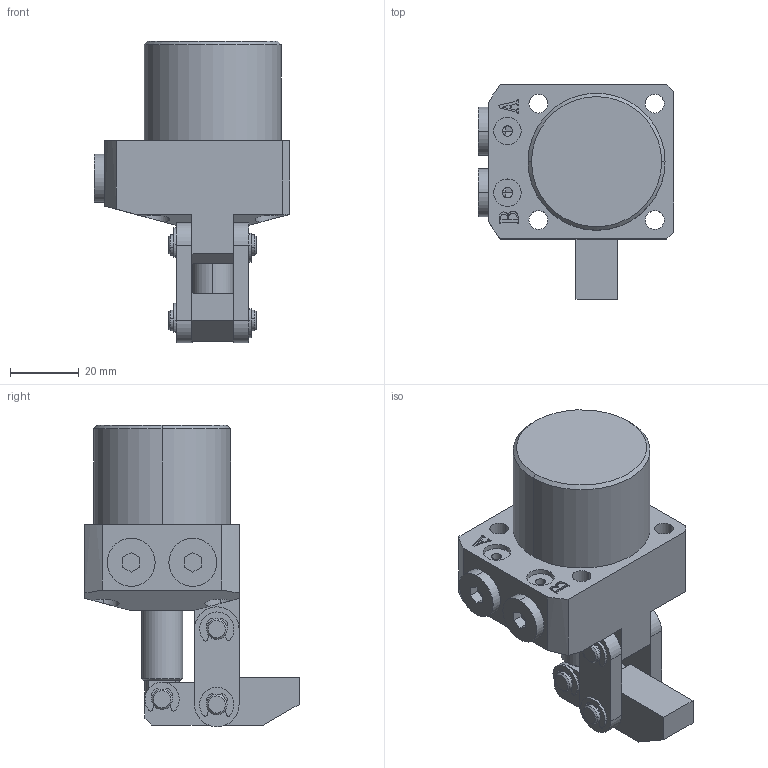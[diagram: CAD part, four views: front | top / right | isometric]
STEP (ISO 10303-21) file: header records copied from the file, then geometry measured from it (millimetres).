
FILE_DESCRIPTION (( 'STEP AP203' ), '1' );
FILE_NAME ('HLKA-25GL.STEP', '2020-06-15T11:28:44', ( '微软用户' ), ( '微软中国' ), 'SwSTEP 2.0', 'SolidWorks 2012', '' );
FILE_SCHEMA (( 'CONFIG_CONTROL_DESIGN' ));
Length unit declared in the file: millimetre
Products named in the file (9): HLKA-25GL; e rings gb_GB_CONNECTING_PIECE_RINGS_HR 5; 囀鞠褒; HLKA-25酗种; HLKA-25揤旋; HLKA-25蟀裝; HLKA-25活塞杆; HLKA-25傻种; HLKA-25GL掛极
Assembly tree (16 placements, depth 2):
  HLKA-25GL
    HLKA-25GL掛极
    HLKA-25傻种
    HLKA-25活塞杆
    HLKA-25蟀裝  x2
    HLKA-25揤旋
    HLKA-25酗种  x2
    囀鞠褒  x2
    e rings gb_GB_CONNECTING_PIECE_RINGS_HR 5  x6
Bounding box: 57 x 62.5 x 88 mm (x, y, z)
Volume: 93660.2 mm3; surface area: 31169.9 mm2
Topology: 16 solids, 16 shells, 430 faces, 1076 edges, 708 vertices
Faces by surface type: cylinder 203, plane 183, cone 20, bspline 16, torus 6, sphere 2
Entity records: 9931 total; most frequent: CARTESIAN_POINT 2359, DIRECTION 1360, ORIENTED_EDGE 1302, EDGE_CURVE 651, AXIS2_PLACEMENT_3D 495, VERTEX_POINT 426, LINE 370, VECTOR 370
